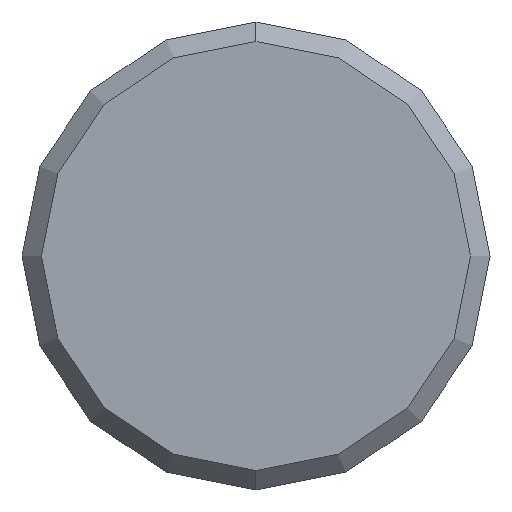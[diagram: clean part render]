
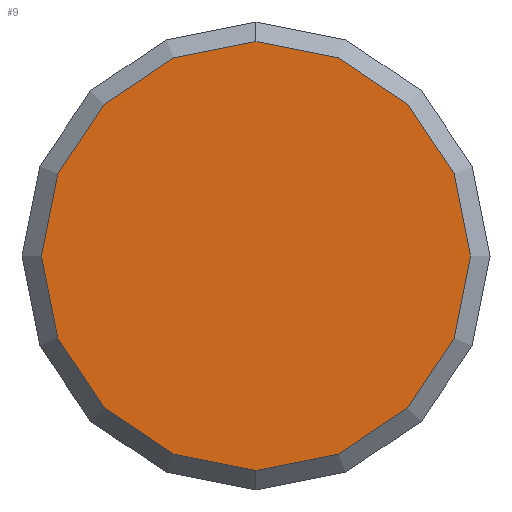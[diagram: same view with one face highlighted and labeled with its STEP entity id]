
A CAD part, left-side view. The second image highlights one B-rep face of the part: STEP entity #9.
In plain terms, the highlighted planar face has unit normal (-1, 0, 0).
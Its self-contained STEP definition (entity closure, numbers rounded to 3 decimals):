
#4 = AXIS2_PLACEMENT_3D ( 'NONE', #217, #223, #222 ) ;
#8 = EDGE_CURVE ( 'NONE', #106, #103, #43, .T. ) ;
#9 = ADVANCED_FACE ( 'NONE', ( #55 ), #224, .F. ) ;
#43 = CIRCLE ( 'NONE', #4, 5.5 ) ;
#55 = FACE_OUTER_BOUND ( 'NONE', #133, .T. ) ;
#66 = CIRCLE ( 'NONE', #178, 5.5 ) ;
#103 = VERTEX_POINT ( 'NONE', #195 ) ;
#106 = VERTEX_POINT ( 'NONE', #196 ) ;
#114 = ORIENTED_EDGE ( 'NONE', *, *, #8, .T. ) ;
#129 = ORIENTED_EDGE ( 'NONE', *, *, #189, .T. ) ;
#133 = EDGE_LOOP ( 'NONE', ( #114, #129 ) ) ;
#146 = DIRECTION ( 'NONE',  ( 0., 0., -1. ) ) ;
#147 = DIRECTION ( 'NONE',  ( -1., 0., 0. ) ) ;
#178 = AXIS2_PLACEMENT_3D ( 'NONE', #208, #147, #146 ) ;
#187 = AXIS2_PLACEMENT_3D ( 'NONE', #219, #256, #257 ) ;
#189 = EDGE_CURVE ( 'NONE', #103, #106, #66, .T. ) ;
#195 = CARTESIAN_POINT ( 'NONE',  ( -3000., 0., 5.5 ) ) ;
#196 = CARTESIAN_POINT ( 'NONE',  ( -3000., 0., -5.5 ) ) ;
#208 = CARTESIAN_POINT ( 'NONE',  ( -3000., 0., 0. ) ) ;
#217 = CARTESIAN_POINT ( 'NONE',  ( -3000., 0., 0. ) ) ;
#219 = CARTESIAN_POINT ( 'NONE',  ( -3000., 0., 0. ) ) ;
#222 = DIRECTION ( 'NONE',  ( 0., 0., -1. ) ) ;
#223 = DIRECTION ( 'NONE',  ( -1., 0., 0. ) ) ;
#224 = PLANE ( 'NONE',  #187 ) ;
#256 = DIRECTION ( 'NONE',  ( 1., 0., 0. ) ) ;
#257 = DIRECTION ( 'NONE',  ( 0., 0., -1. ) ) ;
